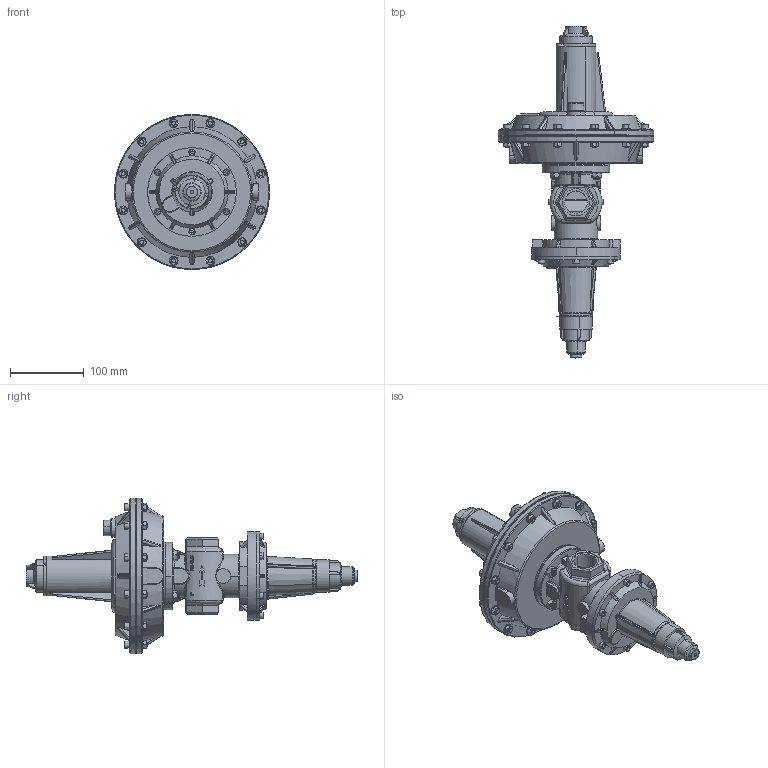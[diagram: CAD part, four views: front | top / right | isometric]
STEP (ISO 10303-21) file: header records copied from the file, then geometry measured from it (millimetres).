
FILE_DESCRIPTION (( 'STEP AP203' ), '1' );
FILE_NAME ('R25S BP.STEP', '2023-10-26T12:49:22', ( '' ), ( '' ), 'SwSTEP 2.0', 'SolidWorks 2018', '' );
FILE_SCHEMA (( 'CONFIG_CONTROL_DESIGN' ));
Products named in the file (1): R25S BP
Bounding box: 210.2 x 449.2 x 210.2 mm (x, y, z)
Surface area: 268672 mm2 (no closed solid volume)
Topology: 0 solids, 89 shells, 1384 faces, 4555 edges, 3183 vertices
Faces by surface type: cylinder 569, plane 513, bspline 142, cone 112, torus 34, sphere 14
Entity records: 76304 total; most frequent: CARTESIAN_POINT 40693, ORIENTED_EDGE 7387, DIRECTION 6475, EDGE_CURVE 4543, VERTEX_POINT 3183, AXIS2_PLACEMENT_3D 2339, VECTOR 1797, LINE 1797
